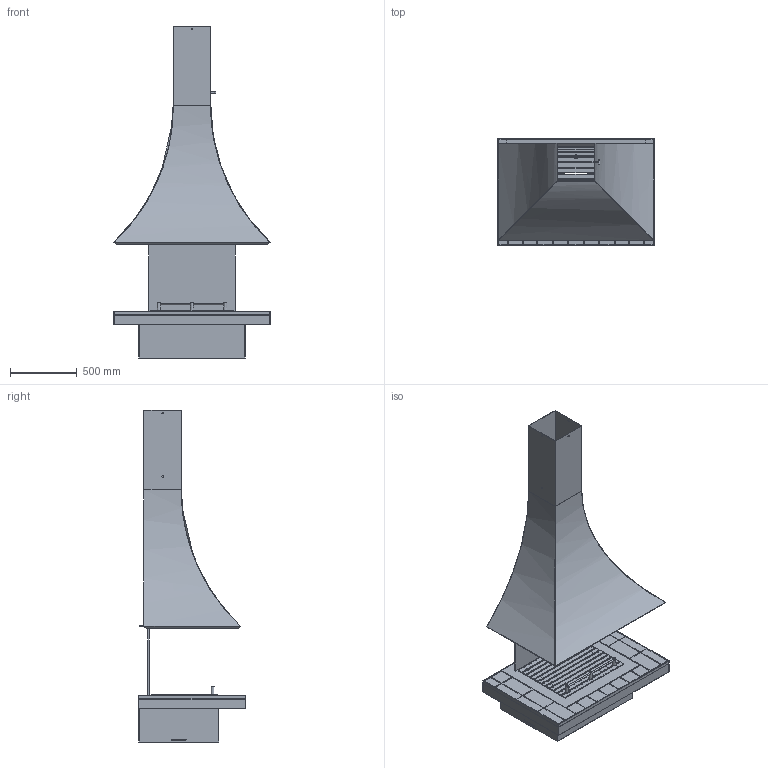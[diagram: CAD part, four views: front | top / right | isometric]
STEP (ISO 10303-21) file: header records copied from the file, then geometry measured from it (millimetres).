
FILE_DESCRIPTION(('STEP AP214'),'1');
FILE_NAME('Julietta 985 Murale Foyer Ouvert.stp','2017-01-16T12:45:03',(' '),(' '),'Spatial InterOp 3D',' ',' ');
FILE_SCHEMA(('automotive_design'));
Length unit declared in the file: millimetre
Products named in the file (48): plaque fonte M; Support de socle M; Support de socle; Socle M 28; Socle M 27; Socle M 26; Socle M 25; Socle M 24; Socle M 23; Socle M 22; Socle M 21; Socle M 20; Socle M 19; Socle M 18; Socle M 17; Socle M 16; Socle M 15; Socle M 14; Socle M 13; Socle M 12; Socle M 11; Socle M 10; Socle M 9; Socle M 8; Socle M 7; Socle M 6; Socle M 5; Socle M 4; Socle M 3; Socle M 2; Socle M; Grille 985 M; bordelet-20-003-v2-B; bordelet-20-003-v2-A; Plots; Rondin 10mm; Hotte M 8; Hotte M 7; Hotte M 6; Hotte M 5 ...
Assembly tree (47 placements, depth 4):
  (unnamed)
    plaque fonte M
    Support de socle M
      Support de socle
    Socle M 28
      Socle M 27
      Socle M 26
      Socle M 25
      Socle M 24
      Socle M 23
      Socle M 22
      Socle M 21
      Socle M 20
      Socle M 19
      Socle M 18
      Socle M 17
      Socle M 16
      Socle M 15
      Socle M 14
      Socle M 13
      Socle M 12
      Socle M 11
      Socle M 10
      Socle M 9
      Socle M 8
      Socle M 7
      Socle M 6
      Socle M 5
      Socle M 4
      Socle M 3
      Socle M 2
      Socle M
    Grille 985 M
      bordelet-20-003-v2-B
      bordelet-20-003-v2-A
      Plots
        Plots
        Plots
        Plots
      Rondin 10mm
    Hotte M 8
      Hotte M 7
      Hotte M 6
      Hotte M 5
      Hotte M 4
      Hotte M 3
      Hotte M 2
      Hotte M
Bounding box: 1175.66 x 805 x 2494 mm (x, y, z)
Volume: 29773667.7 mm3; surface area: 14635370.6 mm2
Topology: 42 solids, 42 shells, 2224 faces, 5331 edges, 3066 vertices
Faces by surface type: bspline 784, plane 630, cylinder 618, sphere 102, torus 81, cone 9
Full cylindrical faces by diameter (mm): 10 x4, 12 x2, 12.5 x1
Entity records: 101770 total; most frequent: CARTESIAN_POINT 38554, ORIENTED_EDGE 10252, DIRECTION 8024, EDGE_CURVE 5126, VERTEX_POINT 3050, AXIS2_PLACEMENT_3D 2983, EDGE_LOOP 2310, FACE_OUTER_BOUND 2240
